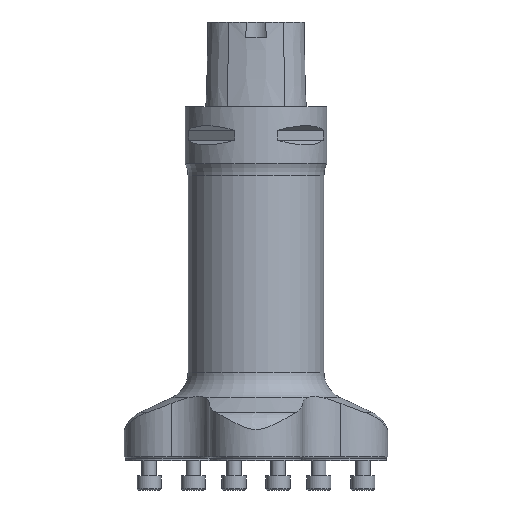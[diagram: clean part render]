
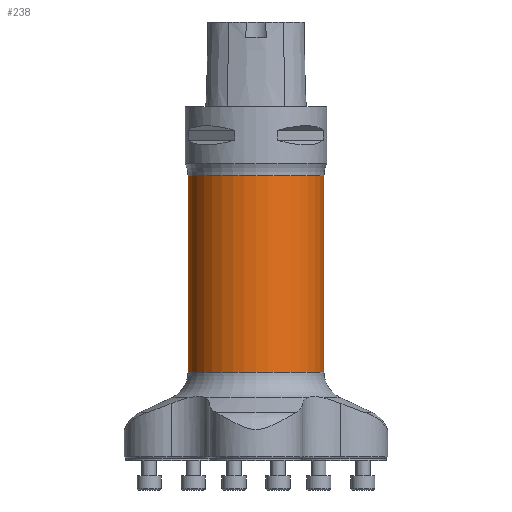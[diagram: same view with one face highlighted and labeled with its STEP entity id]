
A CAD part, front view. The second image highlights one B-rep face of the part: STEP entity #238.
In plain terms, the highlighted cylindrical face has radius 24 mm (diameter 48 mm), a full revolution.
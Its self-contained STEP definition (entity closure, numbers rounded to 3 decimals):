
#114=CYLINDRICAL_SURFACE('',#2010,24.);
#238=ADVANCED_FACE('',(#436,#437),#114,.T.);
#436=FACE_BOUND('',#615,.T.);
#437=FACE_BOUND('',#616,.T.);
#615=EDGE_LOOP('',(#1028));
#616=EDGE_LOOP('',(#1029));
#859=CIRCLE('',#2008,24.);
#860=CIRCLE('',#2009,24.);
#1028=ORIENTED_EDGE('',*,*,#1635,.T.);
#1029=ORIENTED_EDGE('',*,*,#1636,.T.);
#1454=VERTEX_POINT('',#3094);
#1455=VERTEX_POINT('',#3096);
#1635=EDGE_CURVE('',#1454,#1454,#859,.T.);
#1636=EDGE_CURVE('',#1455,#1455,#860,.T.);
#2008=AXIS2_PLACEMENT_3D('',#3093,#2358,#2359);
#2009=AXIS2_PLACEMENT_3D('',#3095,#2360,#2361);
#2010=AXIS2_PLACEMENT_3D('',#3097,#2362,#2363);
#2358=DIRECTION('',(0.,0.,-1.));
#2359=DIRECTION('',(1.,0.,0.));
#2360=DIRECTION('',(0.,0.,1.));
#2361=DIRECTION('',(-1.,0.,0.));
#2362=DIRECTION('',(0.,0.,-1.));
#2363=DIRECTION('',(-1.,0.,0.));
#3093=CARTESIAN_POINT('',(0.,0.,
-24.359));
#3094=CARTESIAN_POINT('',(24.,0.,-24.359));
#3095=CARTESIAN_POINT('',(0.,0.,
-93.629));
#3096=CARTESIAN_POINT('',(-24.,0.,-93.629));
#3097=CARTESIAN_POINT('',(0.,0.,
-60.));
